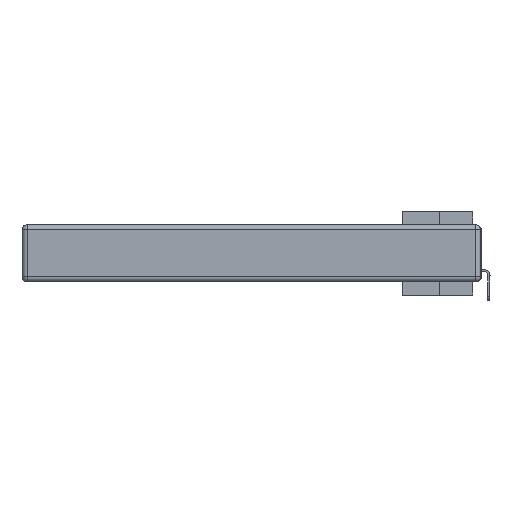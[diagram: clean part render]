
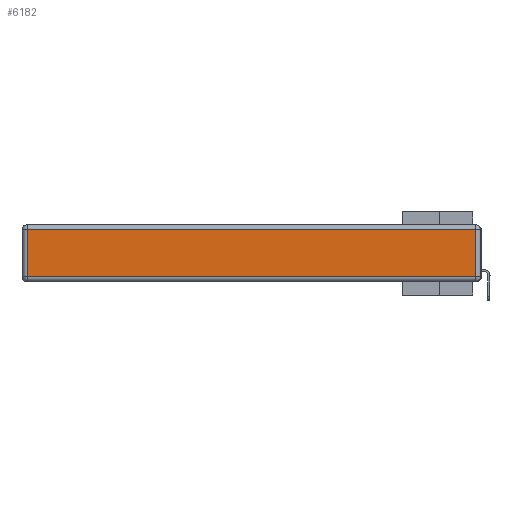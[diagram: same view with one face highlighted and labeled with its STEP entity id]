
A CAD part, left-side view. The second image highlights one B-rep face of the part: STEP entity #6182.
In plain terms, the highlighted planar face has unit normal (-1, 0, 0).
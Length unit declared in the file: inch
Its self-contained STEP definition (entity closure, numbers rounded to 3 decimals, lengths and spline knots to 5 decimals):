
#157 = FACE_OUTER_BOUND ( 'NONE', #16557, .T. ) ;
#2360 = VERTEX_POINT ( 'NONE', #17038 ) ;
#3015 = PLANE ( 'NONE',  #24712 ) ;
#3369 = DIRECTION ( 'NONE',  ( -1., 0., 0. ) ) ;
#3383 = CARTESIAN_POINT ( 'NONE',  ( 0., 2.75, -0.03 ) ) ;
#4206 = CARTESIAN_POINT ( 'NONE',  ( 0., 2.72, -0.343 ) ) ;
#4471 = ORIENTED_EDGE ( 'NONE', *, *, #5095, .T. ) ;
#4579 = VECTOR ( 'NONE', #25657, 39.37008 ) ;
#5095 = EDGE_CURVE ( 'NONE', #2360, #14859, #22814, .T. ) ;
#6182 = ADVANCED_FACE ( 'NONE', ( #157 ), #3015, .T. ) ;
#6184 = VERTEX_POINT ( 'NONE', #21775 ) ;
#6536 = CARTESIAN_POINT ( 'NONE',  ( 0., 0.03, -0.343 ) ) ;
#7600 = EDGE_CURVE ( 'NONE', #33952, #6184, #33961, .T. ) ;
#9789 = DIRECTION ( 'NONE',  ( 0., -1., 0. ) ) ;
#10399 = VECTOR ( 'NONE', #9789, 39.37008 ) ;
#10914 = VECTOR ( 'NONE', #17263, 39.37008 ) ;
#11084 = ORIENTED_EDGE ( 'NONE', *, *, #15215, .T. ) ;
#14253 = DIRECTION ( 'NONE',  ( 0., 0., 1. ) ) ;
#14802 = LINE ( 'NONE', #3383, #17209 ) ;
#14859 = VERTEX_POINT ( 'NONE', #20045 ) ;
#14982 = LINE ( 'NONE', #34358, #10399 ) ;
#15215 = EDGE_CURVE ( 'NONE', #14859, #33952, #14802, .T. ) ;
#16557 = EDGE_LOOP ( 'NONE', ( #25588, #4471, #11084, #24688 ) ) ;
#17038 = CARTESIAN_POINT ( 'NONE',  ( 0., 0.03, -0.313 ) ) ;
#17127 = DIRECTION ( 'NONE',  ( 0., 1., 0. ) ) ;
#17209 = VECTOR ( 'NONE', #17127, 39.37008 ) ;
#17263 = DIRECTION ( 'NONE',  ( 0., 0., -1. ) ) ;
#17848 = CARTESIAN_POINT ( 'NONE',  ( 0., 2.72, -0.03 ) ) ;
#20045 = CARTESIAN_POINT ( 'NONE',  ( 0., 0.03, -0.03 ) ) ;
#21775 = CARTESIAN_POINT ( 'NONE',  ( 0., 2.72, -0.313 ) ) ;
#21948 = CARTESIAN_POINT ( 'NONE',  ( 0., 0., -0.343 ) ) ;
#22814 = LINE ( 'NONE', #6536, #4579 ) ;
#24688 = ORIENTED_EDGE ( 'NONE', *, *, #7600, .T. ) ;
#24712 = AXIS2_PLACEMENT_3D ( 'NONE', #21948, #3369, #14253 ) ;
#25588 = ORIENTED_EDGE ( 'NONE', *, *, #30580, .T. ) ;
#25657 = DIRECTION ( 'NONE',  ( 0., 0., 1. ) ) ;
#30580 = EDGE_CURVE ( 'NONE', #6184, #2360, #14982, .T. ) ;
#33952 = VERTEX_POINT ( 'NONE', #17848 ) ;
#33961 = LINE ( 'NONE', #4206, #10914 ) ;
#34358 = CARTESIAN_POINT ( 'NONE',  ( 0., 0., -0.313 ) ) ;
